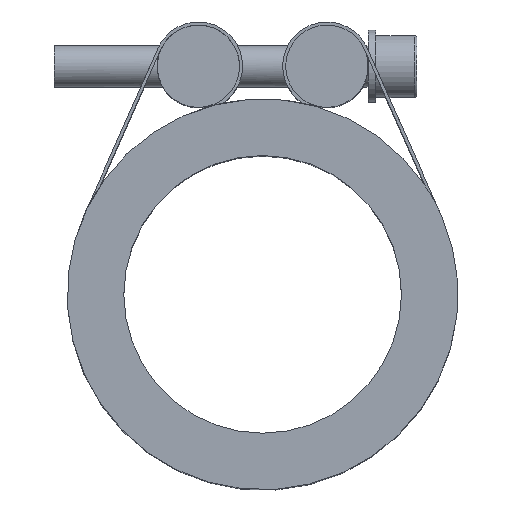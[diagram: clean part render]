
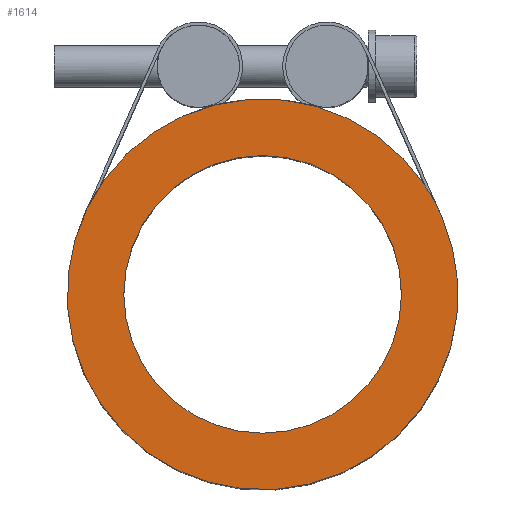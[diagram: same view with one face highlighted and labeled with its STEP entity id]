
A CAD part, top view. The second image highlights one B-rep face of the part: STEP entity #1614.
In plain terms, the highlighted planar face has unit normal (0, 0, 1).
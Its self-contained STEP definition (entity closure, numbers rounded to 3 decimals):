
#324=PLANE($,#1759);
#430=FACE_BOUND($,#599,.T.);
#431=FACE_BOUND($,#600,.T.);
#599=EDGE_LOOP($,(#1319));
#600=EDGE_LOOP($,(#1320));
#692=CIRCLE($,#1754,38.);
#694=CIRCLE($,#1757,27.);
#832=VERTEX_POINT($,#2856);
#834=VERTEX_POINT($,#2861);
#1008=EDGE_CURVE($,#832,#832,#692,.T.);
#1010=EDGE_CURVE($,#834,#834,#694,.T.);
#1319=ORIENTED_EDGE($,*,*,#1010,.T.);
#1320=ORIENTED_EDGE($,*,*,#1008,.F.);
#1614=ADVANCED_FACE($,(#430,#431),#324,.T.);
#1754=AXIS2_PLACEMENT_3D($,#2857,#2090,#2091);
#1757=AXIS2_PLACEMENT_3D($,#2862,#2096,#2097);
#1759=AXIS2_PLACEMENT_3D($,#2864,#2100,#2101);
#2090=DIRECTION('center_axis',(0.,0.,-1.));
#2091=DIRECTION('ref_axis',(1.,0.,0.));
#2096=DIRECTION('center_axis',(0.,0.,-1.));
#2097=DIRECTION('ref_axis',(-1.,0.,0.));
#2100=DIRECTION('center_axis',(0.,0.,1.));
#2101=DIRECTION('ref_axis',(1.,0.,0.));
#2856=CARTESIAN_POINT('',(31.471,21.297,37.5));
#2857=CARTESIAN_POINT('Origin',(0.,0.,37.5));
#2861=CARTESIAN_POINT('',(27.,0.,37.5));
#2862=CARTESIAN_POINT('Origin',(0.,0.,37.5));
#2864=CARTESIAN_POINT('Origin',(0.,1.992,
37.5));
